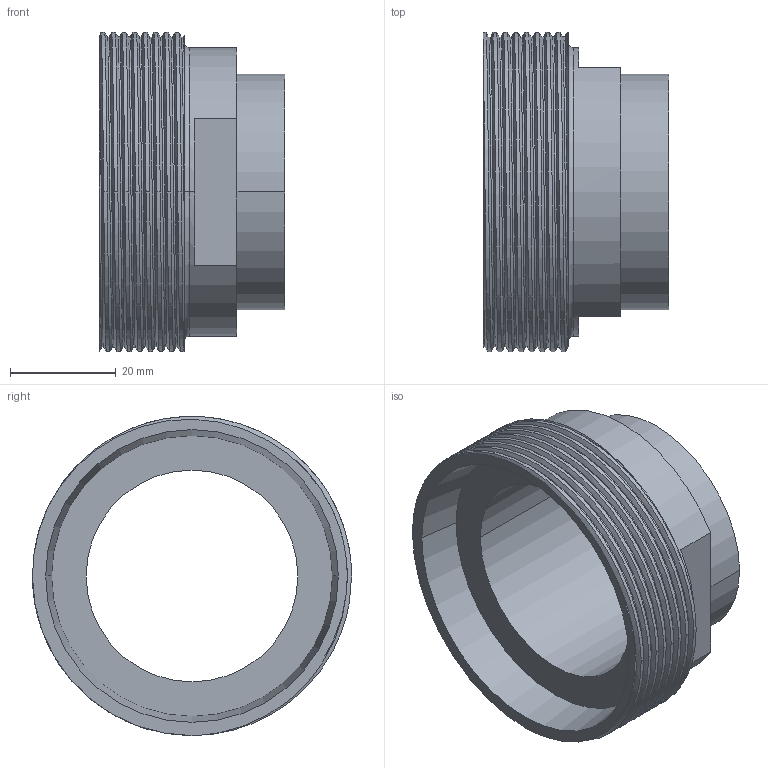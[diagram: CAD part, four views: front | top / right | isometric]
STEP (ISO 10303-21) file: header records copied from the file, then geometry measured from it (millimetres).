
FILE_DESCRIPTION (( 'STEP AP203' ), '1' );
FILE_NAME ('3D_R131-SG_44.5-40_17103010.STEP', '2024-08-15T11:01:34', ( '' ), ( '' ), 'SwSTEP 2.0', 'SolidWorks 2024', '' );
FILE_SCHEMA (( 'CONFIG_CONTROL_DESIGN' ));
Length unit declared in the file: millimetre
Products named in the file (1): 3D_R131-SG_44.5-40_17103010
Bounding box: 35 x 60.3 x 60.29 mm (x, y, z)
Volume: 28561.7 mm3; surface area: 14922.1 mm2
Topology: 1 solids, 1 shells, 40 faces, 103 edges, 68 vertices
Faces by surface type: cylinder 24, plane 9, bspline 3, torus 2, cone 2
Entity records: 3111 total; most frequent: CARTESIAN_POINT 2155, ORIENTED_EDGE 206, DIRECTION 165, EDGE_CURVE 103, VERTEX_POINT 68, AXIS2_PLACEMENT_3D 66, EDGE_LOOP 45, ADVANCED_FACE 40
